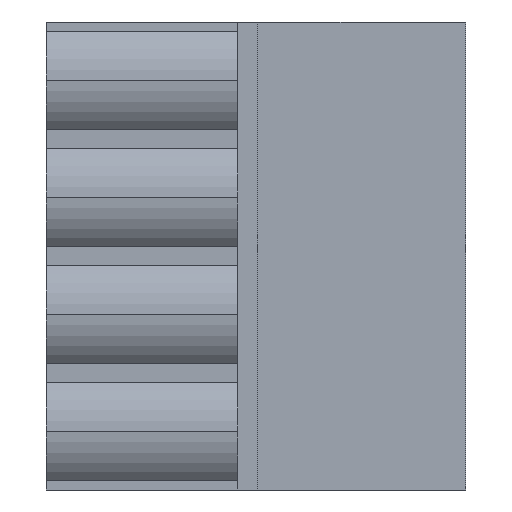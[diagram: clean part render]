
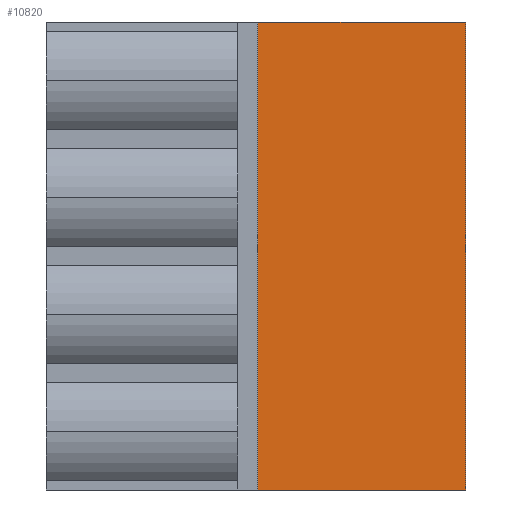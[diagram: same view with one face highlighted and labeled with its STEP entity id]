
A CAD part, front view. The second image highlights one B-rep face of the part: STEP entity #10820.
In plain terms, the highlighted planar face has unit normal (0, -1, 0).
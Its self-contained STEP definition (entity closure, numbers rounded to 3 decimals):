
#10430=CARTESIAN_POINT('',(49.597,37.913
   ,-0.08));
#10440=DIRECTION('',(0.,-1.,
   0.));
#10450=DIRECTION('',(-1.,0.,
   0.));
#10460=AXIS2_PLACEMENT_3D('',#10430,#10440,#10450);
#10470=PLANE('',#10460);
#10480=CARTESIAN_POINT('',(0.1,37.913
   ,2.54));
#10490=DIRECTION('',(-1.,0.,
   0.));
#10500=VECTOR('',#10490,1.);
#10510=LINE('',#10480,#10500);
#10520=CARTESIAN_POINT('',(58.627,37.913
   ,2.54));
#10530=VERTEX_POINT('',#10520);
#10540=CARTESIAN_POINT('',(49.597,37.913
   ,2.54));
#10550=VERTEX_POINT('',#10540);
#10560=EDGE_CURVE('',#10530,#10550,#10510,.T.);
#10570=ORIENTED_EDGE('',*,*,#10560,.T.);
#10580=CARTESIAN_POINT('',(58.627,37.913
   ,-10.24));
#10590=DIRECTION('',(0.,0.,
   -1.));
#10600=VECTOR('',#10590,1.);
#10610=LINE('',#10580,#10600);
#10620=CARTESIAN_POINT('',(58.627,37.913
   ,-17.78));
#10630=VERTEX_POINT('',#10620);
#10640=EDGE_CURVE('',#10530,#10630,#10610,.T.);
#10650=ORIENTED_EDGE('',*,*,#10640,.F.);
#10660=CARTESIAN_POINT('',(0.1,37.913
   ,-17.78));
#10670=DIRECTION('',(-1.,0.,
   0.));
#10680=VECTOR('',#10670,1.);
#10690=LINE('',#10660,#10680);
#10700=CARTESIAN_POINT('',(49.597,37.913
   ,-17.78));
#10710=VERTEX_POINT('',#10700);
#10720=EDGE_CURVE('',#10630,#10710,#10690,.T.);
#10730=ORIENTED_EDGE('',*,*,#10720,.F.);
#10740=CARTESIAN_POINT('',(49.597,37.913
   ,-7.66));
#10750=DIRECTION('',(0.,0.,
   1.));
#10760=VECTOR('',#10750,1.);
#10770=LINE('',#10740,#10760);
#10780=EDGE_CURVE('',#10710,#10550,#10770,.T.);
#10790=ORIENTED_EDGE('',*,*,#10780,.F.);
#10800=EDGE_LOOP('',(#10790,#10730,#10650,#10570));
#10810=FACE_OUTER_BOUND('',#10800,.T.);
#10820=ADVANCED_FACE('',(#10810),#10470,.T.);
